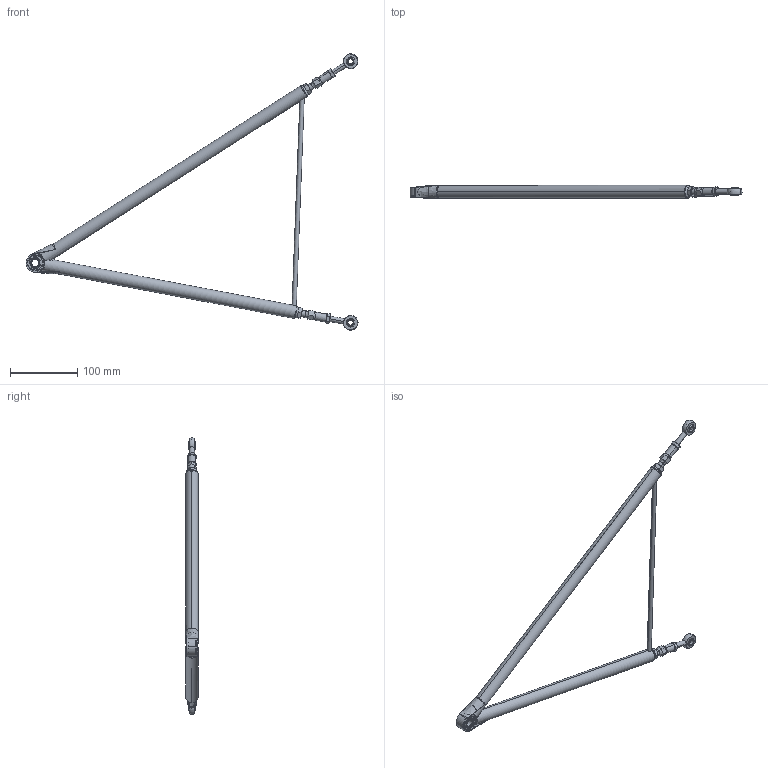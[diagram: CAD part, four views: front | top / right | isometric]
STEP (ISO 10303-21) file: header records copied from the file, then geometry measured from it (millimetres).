
FILE_DESCRIPTION (( 'STEP AP214' ), '1' );
FILE_NAME ('ControlArmLUpper.STEP', '2019-01-26T00:19:38', ( 'pattaya2u' ), ( 'Microsoft' ), 'SwSTEP 2.0', 'SolidWorks 2018', '' );
FILE_SCHEMA (( 'AUTOMOTIVE_DESIGN' ));
Length unit declared in the file: millimetre
Products named in the file (13): SphericalBearing437Race; RodEndAdjuster312; ControlArmEnd75-375; ControlArmLU_Finished Part, Left<As Machined>; ControlArmLUpper; Basic Internal Retaining Ring_am_B27.7M - 3BM1-24; Hex Jam Nut_AI_HJNUT 0.3125-24-D-N; Hex Jam Nut_AI_HJNUT 0.375-24-D-N; RodEnd312Male; RodEndRace312Male; RodEndBall312; SphericalBearing437in; SphericalBearing437Ball
Assembly tree (17 placements, depth 3):
  ControlArmLUpper
    ControlArmLU_Finished Part, Left<As Machined>
    ControlArmEnd75-375  x2
    RodEndAdjuster312  x2
    SphericalBearing437in
      SphericalBearing437Race
      SphericalBearing437Ball
    RodEnd312Male  x2
      RodEndBall312
      RodEndRace312Male
    Hex Jam Nut_AI_HJNUT 0.375-24-D-N  x2
    Hex Jam Nut_AI_HJNUT 0.3125-24-D-N  x2
    Basic Internal Retaining Ring_am_B27.7M - 3BM1-24
Bounding box: 495.39 x 19.88 x 412.23 mm (x, y, z)
Volume: 94653.9 mm3; surface area: 128888 mm2
Topology: 17 solids, 18 shells, 326 faces, 794 edges, 488 vertices
Faces by surface type: cylinder 107, cone 84, plane 79, bspline 29, sphere 16, torus 11
Entity records: 11021 total; most frequent: CARTESIAN_POINT 4917, ORIENTED_EDGE 1058, DIRECTION 972, EDGE_CURVE 529, AXIS2_PLACEMENT_3D 419, VERTEX_POINT 335, EDGE_LOOP 252, FACE_OUTER_BOUND 220
